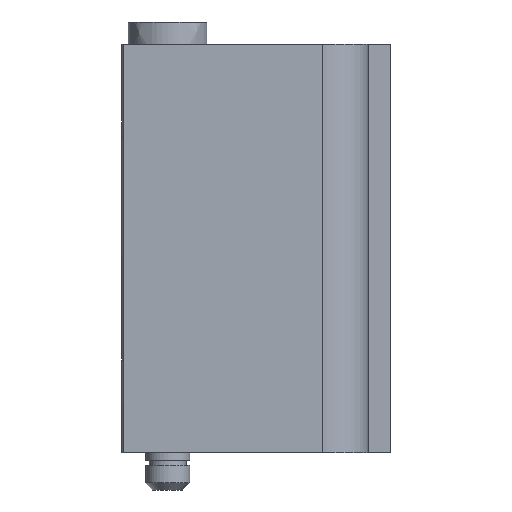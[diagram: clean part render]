
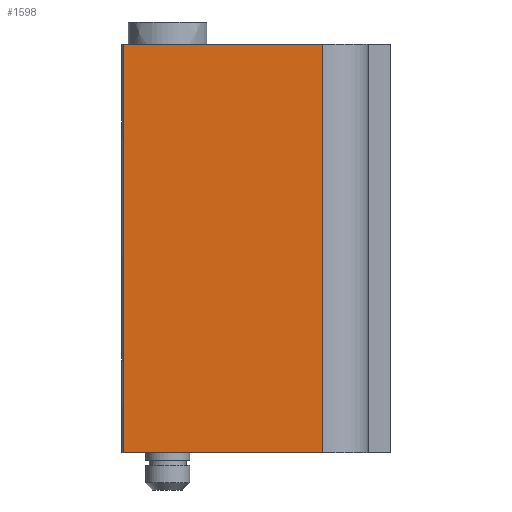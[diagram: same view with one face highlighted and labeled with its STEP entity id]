
A CAD part, left-side view. The second image highlights one B-rep face of the part: STEP entity #1598.
In plain terms, the highlighted free-form (B-spline) face has degree [1, 1] with [2, 2] control points.
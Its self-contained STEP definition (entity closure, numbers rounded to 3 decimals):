
#1528=CARTESIAN_POINT('',(-27.5,-20.794,5.0));
#1529=VERTEX_POINT('',#1528);
#1546=CARTESIAN_POINT('',(-27.5,-20.794,60.0));
#1547=VERTEX_POINT('',#1546);
#1563=CARTESIAN_POINT('',(-27.5,-20.794,60.0));
#1564=CARTESIAN_POINT('',(-27.5,-20.794,5.0));
#1565=QUASI_UNIFORM_CURVE('',1,(#1563,#1564),.UNSPECIFIED.,.F.,.U.);
#1566=EDGE_CURVE('',#1547,#1529,#1565,.T.);
#1571=CARTESIAN_POINT('',(-27.5,-22.132,62.747));
#1572=CARTESIAN_POINT('',(-27.5,-22.132,2.253));
#1573=CARTESIAN_POINT('',(-27.5,7.338,62.747));
#1574=CARTESIAN_POINT('',(-27.5,7.338,2.253));
#1575=B_SPLINE_SURFACE_WITH_KNOTS('',1,1,((#1571,#1573),(#1572,#1574)),.UNSPECIFIED.,.F.,.F.,.U.,(2,2),(2,2),(0.0,60.495),(0.0,29.471),.UNSPECIFIED.);
#1576=CARTESIAN_POINT('',(-27.5,6.0,5.0));
#1577=VERTEX_POINT('',#1576);
#1578=CARTESIAN_POINT('',(-27.5,6.0,5.0));
#1579=CARTESIAN_POINT('',(-27.5,-20.794,5.0));
#1580=QUASI_UNIFORM_CURVE('',1,(#1578,#1579),.UNSPECIFIED.,.F.,.U.);
#1581=EDGE_CURVE('',#1577,#1529,#1580,.T.);
#1582=ORIENTED_EDGE('',*,*,#1581,.T.);
#1583=ORIENTED_EDGE('',*,*,#1566,.F.);
#1584=CARTESIAN_POINT('',(-27.5,6.0,60.0));
#1585=VERTEX_POINT('',#1584);
#1586=CARTESIAN_POINT('',(-27.5,6.0,60.0));
#1587=CARTESIAN_POINT('',(-27.5,-20.794,60.0));
#1588=QUASI_UNIFORM_CURVE('',1,(#1586,#1587),.UNSPECIFIED.,.F.,.U.);
#1589=EDGE_CURVE('',#1585,#1547,#1588,.T.);
#1590=ORIENTED_EDGE('',*,*,#1589,.F.);
#1591=CARTESIAN_POINT('',(-27.5,6.0,60.0));
#1592=CARTESIAN_POINT('',(-27.5,6.0,5.0));
#1593=QUASI_UNIFORM_CURVE('',1,(#1591,#1592),.UNSPECIFIED.,.F.,.U.);
#1594=EDGE_CURVE('',#1585,#1577,#1593,.T.);
#1595=ORIENTED_EDGE('',*,*,#1594,.T.);
#1596=EDGE_LOOP('',(#1582,#1583,#1590,#1595));
#1597=FACE_OUTER_BOUND('',#1596,.T.);
#1598=ADVANCED_FACE('',(#1597),#1575,.F.);
